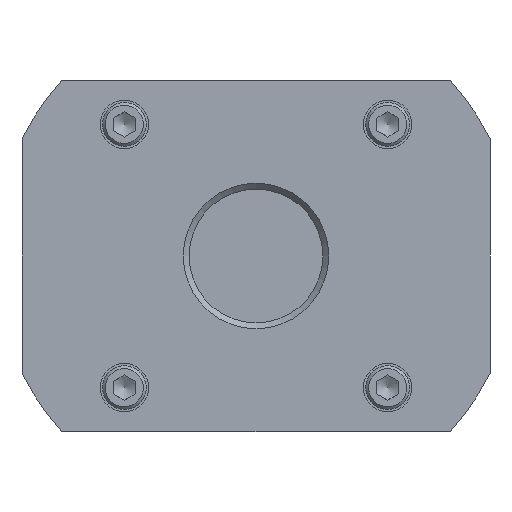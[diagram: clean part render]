
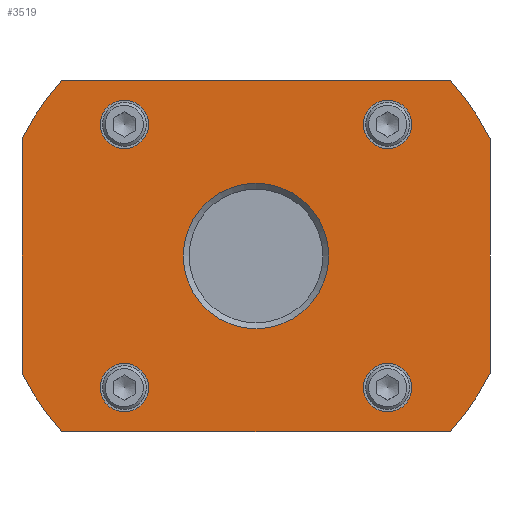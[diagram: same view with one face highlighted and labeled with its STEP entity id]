
A CAD part, front view. The second image highlights one B-rep face of the part: STEP entity #3519.
In plain terms, the highlighted planar face has unit normal (0, -1, 0).
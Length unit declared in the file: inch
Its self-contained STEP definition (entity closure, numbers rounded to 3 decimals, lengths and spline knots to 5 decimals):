
#3155=CARTESIAN_POINT('',(1.66024,0.,1.5));
#3156=VERTEX_POINT('',#3155);
#3163=CARTESIAN_POINT('',(2.,0.,1.0032));
#3164=VERTEX_POINT('',#3163);
#3165=CARTESIAN_POINT('',(0.0,0.0,0.0));
#3166=DIRECTION('',(0.0,1.0,0.0));
#3167=DIRECTION('',(1.0,0.0,0.0));
#3168=AXIS2_PLACEMENT_3D('',#3165,#3166,#3167);
#3169=CIRCLE('',#3168,2.2375);
#3170=EDGE_CURVE('',#3156,#3164,#3169,.T.);
#3187=CARTESIAN_POINT('',(2.,0.,-1.0032));
#3188=VERTEX_POINT('',#3187);
#3195=CARTESIAN_POINT('',(1.66024,0.,-1.5));
#3196=VERTEX_POINT('',#3195);
#3197=CARTESIAN_POINT('',(0.0,0.0,0.0));
#3198=DIRECTION('',(0.0,1.0,0.0));
#3199=DIRECTION('',(1.0,0.0,0.0));
#3200=AXIS2_PLACEMENT_3D('',#3197,#3198,#3199);
#3201=CIRCLE('',#3200,2.2375);
#3202=EDGE_CURVE('',#3188,#3196,#3201,.T.);
#3220=CARTESIAN_POINT('',(-1.66024,0.,-1.5));
#3221=VERTEX_POINT('',#3220);
#3222=CARTESIAN_POINT('',(1.66024,0.,-1.5));
#3223=DIRECTION('',(-1.0,0.0,0.0));
#3224=VECTOR('',#3223,3.32049);
#3225=LINE('',#3222,#3224);
#3226=EDGE_CURVE('',#3196,#3221,#3225,.T.);
#3244=CARTESIAN_POINT('',(-2.,0.,-1.0032));
#3245=VERTEX_POINT('',#3244);
#3246=CARTESIAN_POINT('',(0.0,0.0,0.0));
#3247=DIRECTION('',(0.0,1.0,0.0));
#3248=DIRECTION('',(1.0,0.0,0.0));
#3249=AXIS2_PLACEMENT_3D('',#3246,#3247,#3248);
#3250=CIRCLE('',#3249,2.2375);
#3251=EDGE_CURVE('',#3221,#3245,#3250,.T.);
#3268=CARTESIAN_POINT('',(-2.,0.,1.0032));
#3269=VERTEX_POINT('',#3268);
#3276=CARTESIAN_POINT('',(-1.66024,0.,1.5));
#3277=VERTEX_POINT('',#3276);
#3278=CARTESIAN_POINT('',(0.0,0.0,0.0));
#3279=DIRECTION('',(0.0,1.0,0.0));
#3280=DIRECTION('',(1.0,0.0,0.0));
#3281=AXIS2_PLACEMENT_3D('',#3278,#3279,#3280);
#3282=CIRCLE('',#3281,2.2375);
#3283=EDGE_CURVE('',#3269,#3277,#3282,.T.);
#3301=CARTESIAN_POINT('',(-1.66024,0.,1.5));
#3302=DIRECTION('',(1.0,0.0,0.0));
#3303=VECTOR('',#3302,3.32049);
#3304=LINE('',#3301,#3303);
#3305=EDGE_CURVE('',#3277,#3156,#3304,.T.);
#3335=CARTESIAN_POINT('',(2.,0.,1.0032));
#3336=DIRECTION('',(0.0,0.0,-1.0));
#3337=VECTOR('',#3336,2.0064);
#3338=LINE('',#3335,#3337);
#3339=EDGE_CURVE('',#3164,#3188,#3338,.T.);
#3395=CARTESIAN_POINT('',(-2.,0.,-1.0032));
#3396=DIRECTION('',(0.0,0.0,1.0));
#3397=VECTOR('',#3396,2.0064);
#3398=LINE('',#3395,#3397);
#3399=EDGE_CURVE('',#3245,#3269,#3398,.T.);
#3449=CARTESIAN_POINT('',(0.,0.,0.));
#3450=DIRECTION('',(0.0,1.0,0.0));
#3451=DIRECTION('',(0.0,0.0,-1.0));
#3452=AXIS2_PLACEMENT_3D('',#3449,#3450,#3451);
#3453=PLANE('',#3452);
#3454=ORIENTED_EDGE('',*,*,#3170,.F.);
#3455=ORIENTED_EDGE('',*,*,#3305,.F.);
#3456=ORIENTED_EDGE('',*,*,#3283,.F.);
#3457=ORIENTED_EDGE('',*,*,#3399,.F.);
#3458=ORIENTED_EDGE('',*,*,#3251,.F.);
#3459=ORIENTED_EDGE('',*,*,#3226,.F.);
#3460=ORIENTED_EDGE('',*,*,#3202,.F.);
#3461=ORIENTED_EDGE('',*,*,#3339,.F.);
#3462=EDGE_LOOP('',(#3454,#3455,#3456,#3457,#3458,#3459,#3460,#3461));
#3463=FACE_OUTER_BOUND('',#3462,.T.);
#3464=CARTESIAN_POINT('',(0.9175,0.,-1.125));
#3465=VERTEX_POINT('',#3464);
#3466=CARTESIAN_POINT('',(1.125,0.,-1.125));
#3467=DIRECTION('',(0.0,1.0,0.0));
#3468=DIRECTION('',(-1.0,0.0,0.0));
#3469=AXIS2_PLACEMENT_3D('',#3466,#3467,#3468);
#3470=CIRCLE('',#3469,0.2075);
#3471=EDGE_CURVE('',#3465,#3465,#3470,.T.);
#3472=ORIENTED_EDGE('',*,*,#3471,.T.);
#3473=EDGE_LOOP('',(#3472));
#3474=FACE_BOUND('',#3473,.T.);
#3475=CARTESIAN_POINT('',(-1.3325,0.,-1.125));
#3476=VERTEX_POINT('',#3475);
#3477=CARTESIAN_POINT('',(-1.125,0.,-1.125));
#3478=DIRECTION('',(0.0,1.0,0.0));
#3479=DIRECTION('',(-1.0,0.0,0.0));
#3480=AXIS2_PLACEMENT_3D('',#3477,#3478,#3479);
#3481=CIRCLE('',#3480,0.2075);
#3482=EDGE_CURVE('',#3476,#3476,#3481,.T.);
#3483=ORIENTED_EDGE('',*,*,#3482,.T.);
#3484=EDGE_LOOP('',(#3483));
#3485=FACE_BOUND('',#3484,.T.);
#3486=CARTESIAN_POINT('',(0.9175,0.,1.125));
#3487=VERTEX_POINT('',#3486);
#3488=CARTESIAN_POINT('',(1.125,0.,1.125));
#3489=DIRECTION('',(0.0,1.0,0.0));
#3490=DIRECTION('',(-1.0,0.0,0.0));
#3491=AXIS2_PLACEMENT_3D('',#3488,#3489,#3490);
#3492=CIRCLE('',#3491,0.2075);
#3493=EDGE_CURVE('',#3487,#3487,#3492,.T.);
#3494=ORIENTED_EDGE('',*,*,#3493,.T.);
#3495=EDGE_LOOP('',(#3494));
#3496=FACE_BOUND('',#3495,.T.);
#3497=CARTESIAN_POINT('',(-1.3325,0.,1.125));
#3498=VERTEX_POINT('',#3497);
#3499=CARTESIAN_POINT('',(-1.125,0.,1.125));
#3500=DIRECTION('',(0.0,1.0,0.0));
#3501=DIRECTION('',(-1.0,0.0,0.0));
#3502=AXIS2_PLACEMENT_3D('',#3499,#3500,#3501);
#3503=CIRCLE('',#3502,0.2075);
#3504=EDGE_CURVE('',#3498,#3498,#3503,.T.);
#3505=ORIENTED_EDGE('',*,*,#3504,.T.);
#3506=EDGE_LOOP('',(#3505));
#3507=FACE_BOUND('',#3506,.T.);
#3508=CARTESIAN_POINT('',(-0.622,0.,0.));
#3509=VERTEX_POINT('',#3508);
#3510=CARTESIAN_POINT('',(0.0,0.0,0.0));
#3511=DIRECTION('',(0.0,-1.0,0.0));
#3512=DIRECTION('',(1.0,0.0,0.0));
#3513=AXIS2_PLACEMENT_3D('',#3510,#3511,#3512);
#3514=CIRCLE('',#3513,0.622);
#3515=EDGE_CURVE('',#3509,#3509,#3514,.T.);
#3516=ORIENTED_EDGE('',*,*,#3515,.F.);
#3517=EDGE_LOOP('',(#3516));
#3518=FACE_BOUND('',#3517,.T.);
#3519=ADVANCED_FACE('',(#3463,#3474,#3485,#3496,#3507,#3518),#3453,.F.);
